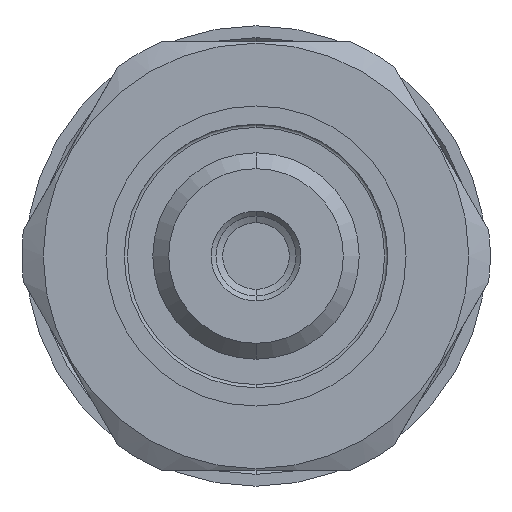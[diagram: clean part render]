
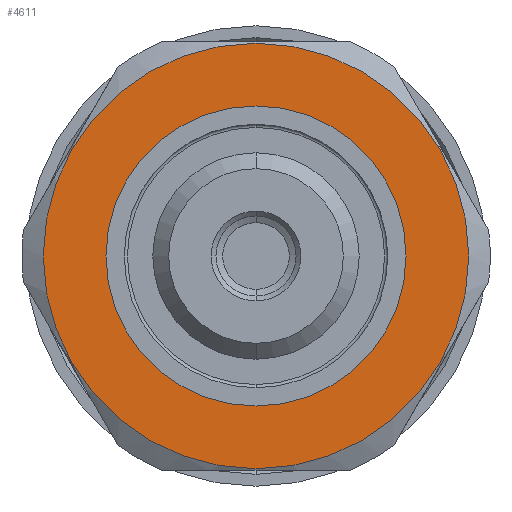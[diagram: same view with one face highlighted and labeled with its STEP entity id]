
A CAD part, front view. The second image highlights one B-rep face of the part: STEP entity #4611.
In plain terms, the highlighted planar face has unit normal (0, -1, 0).
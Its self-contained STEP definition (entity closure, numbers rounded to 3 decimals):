
#32 = EDGE_CURVE ( 'NONE', #3708, #3197, #346, .T. ) ;
#115 = ORIENTED_EDGE ( 'NONE', *, *, #473, .F. ) ;
#220 = DIRECTION ( 'NONE',  ( 0., 0., -1. ) ) ;
#257 = EDGE_LOOP ( 'NONE', ( #4274, #115 ) ) ;
#346 = CIRCLE ( 'NONE', #859, 13.4 ) ;
#408 = CARTESIAN_POINT ( 'NONE',  ( 0., 2., 9.45 ) ) ;
#473 = EDGE_CURVE ( 'NONE', #5368, #1335, #690, .T. ) ;
#690 = CIRCLE ( 'NONE', #4041, 9.45 ) ;
#859 = AXIS2_PLACEMENT_3D ( 'NONE', #3198, #3211, #3250 ) ;
#885 = AXIS2_PLACEMENT_3D ( 'NONE', #2214, #5101, #2636 ) ;
#1194 = CARTESIAN_POINT ( 'NONE',  ( 0., 2., -9.45 ) ) ;
#1261 = CARTESIAN_POINT ( 'NONE',  ( 0., 2., -13.4 ) ) ;
#1335 = VERTEX_POINT ( 'NONE', #1194 ) ;
#1913 = FACE_BOUND ( 'NONE', #257, .T. ) ;
#2113 = DIRECTION ( 'NONE',  ( 0., -1., 0. ) ) ;
#2201 = ORIENTED_EDGE ( 'NONE', *, *, #32, .T. ) ;
#2214 = CARTESIAN_POINT ( 'NONE',  ( 0., 2., 0. ) ) ;
#2461 = DIRECTION ( 'NONE',  ( 0., 0., -1. ) ) ;
#2499 = DIRECTION ( 'NONE',  ( 0., -1., 0. ) ) ;
#2520 = CARTESIAN_POINT ( 'NONE',  ( 0., 2., 0. ) ) ;
#2562 = CIRCLE ( 'NONE', #5146, 13.4 ) ;
#2636 = DIRECTION ( 'NONE',  ( 0., 0., -1. ) ) ;
#2775 = DIRECTION ( 'NONE',  ( 0., -1., 0. ) ) ;
#2913 = FACE_OUTER_BOUND ( 'NONE', #3893, .T. ) ;
#2953 = CARTESIAN_POINT ( 'NONE',  ( 0., 2., 13.4 ) ) ;
#3197 = VERTEX_POINT ( 'NONE', #2953 ) ;
#3198 = CARTESIAN_POINT ( 'NONE',  ( 0., 2., 0. ) ) ;
#3211 = DIRECTION ( 'NONE',  ( 0., -1., 0. ) ) ;
#3217 = CIRCLE ( 'NONE', #885, 9.45 ) ;
#3250 = DIRECTION ( 'NONE',  ( 0., 0., -1. ) ) ;
#3708 = VERTEX_POINT ( 'NONE', #1261 ) ;
#3875 = EDGE_CURVE ( 'NONE', #1335, #5368, #3217, .T. ) ;
#3893 = EDGE_LOOP ( 'NONE', ( #4400, #2201 ) ) ;
#4021 = CARTESIAN_POINT ( 'NONE',  ( 13.4, 2., 0. ) ) ;
#4041 = AXIS2_PLACEMENT_3D ( 'NONE', #2520, #2499, #2461 ) ;
#4274 = ORIENTED_EDGE ( 'NONE', *, *, #3875, .F. ) ;
#4306 = EDGE_CURVE ( 'NONE', #3197, #3708, #2562, .T. ) ;
#4400 = ORIENTED_EDGE ( 'NONE', *, *, #4306, .T. ) ;
#4593 = CARTESIAN_POINT ( 'NONE',  ( 0., 2., 0. ) ) ;
#4611 = ADVANCED_FACE ( 'NONE', ( #2913, #1913 ), #5224, .T. ) ;
#4664 = AXIS2_PLACEMENT_3D ( 'NONE', #4021, #2775, #220 ) ;
#5006 = DIRECTION ( 'NONE',  ( 0., 0., -1. ) ) ;
#5101 = DIRECTION ( 'NONE',  ( 0., -1., 0. ) ) ;
#5146 = AXIS2_PLACEMENT_3D ( 'NONE', #4593, #2113, #5006 ) ;
#5224 = PLANE ( 'NONE',  #4664 ) ;
#5368 = VERTEX_POINT ( 'NONE', #408 ) ;
